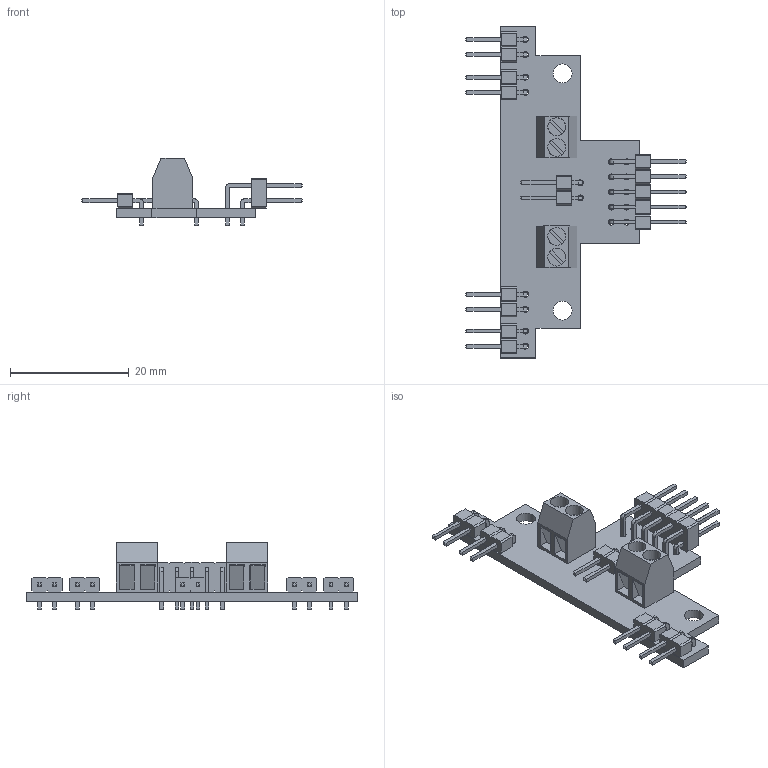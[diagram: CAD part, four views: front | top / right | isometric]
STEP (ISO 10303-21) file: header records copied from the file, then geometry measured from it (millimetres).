
FILE_DESCRIPTION(('FreeCAD Model'),'2;1');
FILE_NAME('con_lid_2x8.step','2020-08-07T11:05:59',('Author'),(''), 'Open CASCADE STEP processor 7.3','FreeCAD','Unknown');
FILE_SCHEMA(('AUTOMOTIVE_DESIGN { 1 0 10303 214 1 1 1 1 }'));
Length unit declared in the file: millimetre
Products named in the file (15): con_lid_2x8; Board_Geoms_48ed; Local_CS_48ed; Pcb_48ed; PCB_Sketch_48ed; Step_Models_48ed; Top_48ed; T1_PinHeader_1x02_P254mm_Horizontal_5F2B81B9[2]; T2_PinHeader_1x02_P254mm_Horizontal_5F2B824F[2]; T3_PinHeader_1x02_P254mm_Horizontal_5F2B82E5[2]; T4_PinHeader_1x02_P254mm_Horizontal_5F2CB3DF[2]; U1_PinHeader_2x05_P254mm_Horizontal_5F2B5BE4[2]; He_TerminalBlock_SeeedOPL320110028_v2_5F2B8F51; H2_TerminalBlock_SeeedOPL320110028_v2_5F2B8F5B; TAIR1_PinHeader_1x02_P254mm_Horizontal_5F2B8F65[2]
Assembly tree (14 placements, depth 4):
  con_lid_2x8
    Board_Geoms_48ed
      Local_CS_48ed
      Pcb_48ed
      PCB_Sketch_48ed
    Step_Models_48ed
      Top_48ed
        T1_PinHeader_1x02_P254mm_Horizontal_5F2B81B9[2]
        T2_PinHeader_1x02_P254mm_Horizontal_5F2B824F[2]
        T3_PinHeader_1x02_P254mm_Horizontal_5F2B82E5[2]
        T4_PinHeader_1x02_P254mm_Horizontal_5F2CB3DF[2]
        U1_PinHeader_2x05_P254mm_Horizontal_5F2B5BE4[2]
        He_TerminalBlock_SeeedOPL320110028_v2_5F2B8F51
        H2_TerminalBlock_SeeedOPL320110028_v2_5F2B8F5B
        TAIR1_PinHeader_1x02_P254mm_Horizontal_5F2B8F65[2]
Bounding box: 37.13 x 56 x 11.47 mm (x, y, z)
Volume: 2390 mm3; surface area: 4299.8 mm2
Topology: 21 solids, 21 shells, 682 faces, 1630 edges, 1050 vertices
Faces by surface type: plane 624, cylinder 58
Full cylindrical faces by diameter (mm): 0.8 x4, 1 x20, 1.2 x4, 3 x8, 3.2 x2
Entity records: 24109 total; most frequent: CARTESIAN_POINT 3379, ORIENTED_EDGE 3232, DIRECTION 3158, EDGE_CURVE 1616, LINE 1496, VECTOR 1496, VERTEX_POINT 1024, AXIS2_PLACEMENT_3D 831
